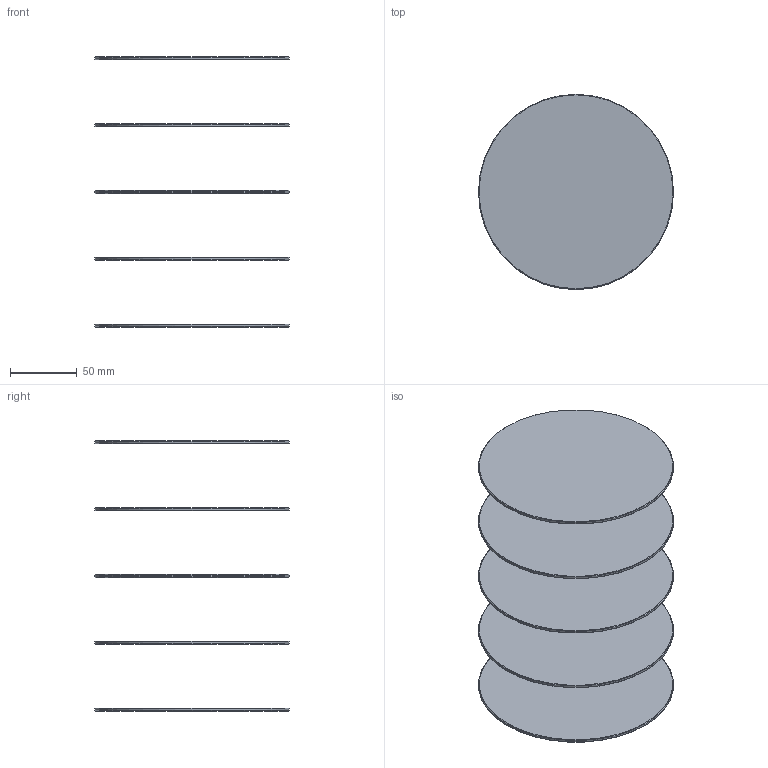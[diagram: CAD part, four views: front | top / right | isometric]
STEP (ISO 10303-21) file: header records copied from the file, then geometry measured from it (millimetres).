
FILE_DESCRIPTION(('FreeCAD Model'),'2;1');
FILE_NAME('LG160 x 5 pcs.stp','2022-02-04T10:56:27',('Author'),(''), 'Open CASCADE STEP processor 7.3','FreeCAD','Unknown');
FILE_SCHEMA(('AUTOMOTIVE_DESIGN { 1 0 10303 214 1 1 1 1 }'));
Length unit declared in the file: millimetre
Products named in the file (1): LG160_x_5_pcs
Bounding box: 146 x 146 x 202.25 mm (x, y, z)
Volume: 187976.1 mm3; surface area: 171498.7 mm2
Topology: 5 solids, 5 shells, 40 faces, 210 edges, 600 vertices
Faces by surface type: cone 20, cylinder 10, plane 10
Entity records: 3784 total; most frequent: CARTESIAN_POINT 1051, DIRECTION 542, LINE 210, VECTOR 210, AXIS2_PLACEMENT_3D 161, GEOMETRIC_CURVE_SET 141, ORIENTED_EDGE 140, PCURVE 140
